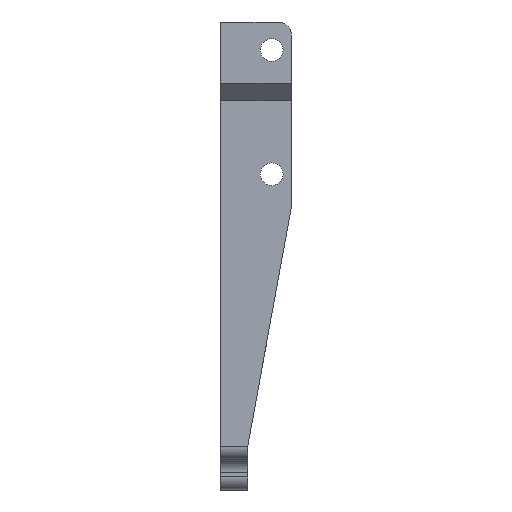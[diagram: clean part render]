
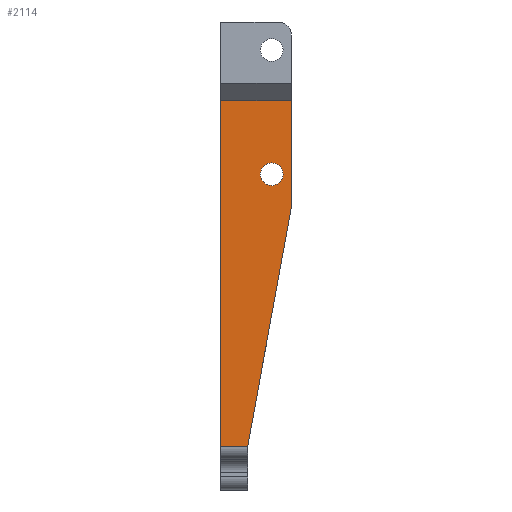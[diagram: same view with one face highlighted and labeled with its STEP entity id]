
A CAD part, left-side view. The second image highlights one B-rep face of the part: STEP entity #2114.
In plain terms, the highlighted planar face has unit normal (-1, 0, 0).
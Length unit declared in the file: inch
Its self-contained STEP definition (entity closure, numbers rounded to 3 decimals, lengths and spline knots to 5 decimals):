
#143 = CARTESIAN_POINT ( 'NONE',  ( -0.2, -0.5, 0.88953 ) ) ;
#331 = ORIENTED_EDGE ( 'NONE', *, *, #5199, .T. ) ;
#600 = PLANE ( 'NONE',  #5107 ) ;
#612 = DIRECTION ( 'NONE',  ( -1., 0., 0. ) ) ;
#750 = VECTOR ( 'NONE', #4436, 39.37008 ) ;
#780 = AXIS2_PLACEMENT_3D ( 'NONE', #5288, #612, #6035 ) ;
#826 = DIRECTION ( 'NONE',  ( -1., 0., 0. ) ) ;
#978 = VECTOR ( 'NONE', #6347, 39.37008 ) ;
#982 = VECTOR ( 'NONE', #5172, 39.37008 ) ;
#1005 = CARTESIAN_POINT ( 'NONE',  ( -0.2, 0., 0. ) ) ;
#1025 = CARTESIAN_POINT ( 'NONE',  ( -0.2, 0.31, -1.85 ) ) ;
#1188 = CIRCLE ( 'NONE', #780, 0.13 ) ;
#1243 = EDGE_CURVE ( 'NONE', #3454, #5802, #1338, .T. ) ;
#1283 = CARTESIAN_POINT ( 'NONE',  ( -0.2, -0.275, 1.39 ) ) ;
#1338 = CIRCLE ( 'NONE', #5934, 0.13 ) ;
#1542 = VERTEX_POINT ( 'NONE', #6131 ) ;
#1592 = DIRECTION ( 'NONE',  ( 0., 1., 0. ) ) ;
#1795 = DIRECTION ( 'NONE',  ( 0., -0.18, 0.984 ) ) ;
#1804 = DIRECTION ( 'NONE',  ( 0., 0., -1. ) ) ;
#1846 = CARTESIAN_POINT ( 'NONE',  ( -0.2, -0.275, 1.13 ) ) ;
#2114 = ADVANCED_FACE ( 'NONE', ( #3943, #4105 ), #600, .F. ) ;
#2240 = CIRCLE ( 'NONE', #5021, 0.05 ) ;
#2409 = ORIENTED_EDGE ( 'NONE', *, *, #5251, .T. ) ;
#2450 = EDGE_LOOP ( 'NONE', ( #6051, #5896 ) ) ;
#2677 = VECTOR ( 'NONE', #1592, 39.37008 ) ;
#2707 = EDGE_CURVE ( 'NONE', #5635, #6158, #2240, .T. ) ;
#2793 = ORIENTED_EDGE ( 'NONE', *, *, #5276, .T. ) ;
#3202 = LINE ( 'NONE', #3886, #978 ) ;
#3230 = CARTESIAN_POINT ( 'NONE',  ( -0.2, -0.49918, 0.88054 ) ) ;
#3454 = VERTEX_POINT ( 'NONE', #1846 ) ;
#3456 = ORIENTED_EDGE ( 'NONE', *, *, #3535, .T. ) ;
#3535 = EDGE_CURVE ( 'NONE', #5000, #4442, #4234, .T. ) ;
#3832 = LINE ( 'NONE', #4845, #750 ) ;
#3854 = DIRECTION ( 'NONE',  ( -1., 0., 0. ) ) ;
#3886 = CARTESIAN_POINT ( 'NONE',  ( -0.2, 0.31, -2. ) ) ;
#3943 = FACE_BOUND ( 'NONE', #2450, .T. ) ;
#3995 = DIRECTION ( 'NONE',  ( 0., 0., -1. ) ) ;
#4049 = CARTESIAN_POINT ( 'NONE',  ( -0.2, 0.31, 2.1 ) ) ;
#4057 = VECTOR ( 'NONE', #1795, 39.37008 ) ;
#4085 = CARTESIAN_POINT ( 'NONE',  ( -0.2, 0.31, 2.1 ) ) ;
#4105 = FACE_OUTER_BOUND ( 'NONE', #5884, .T. ) ;
#4211 = CARTESIAN_POINT ( 'NONE',  ( -0.2, -0.5, 0.885 ) ) ;
#4234 = LINE ( 'NONE', #4049, #2677 ) ;
#4425 = CARTESIAN_POINT ( 'NONE',  ( -0.2, -0.5, 2.1 ) ) ;
#4436 = DIRECTION ( 'NONE',  ( 0., -1., 0. ) ) ;
#4442 = VERTEX_POINT ( 'NONE', #4085 ) ;
#4526 = DIRECTION ( 'NONE',  ( 1., 0., 0. ) ) ;
#4586 = EDGE_CURVE ( 'NONE', #5802, #3454, #1188, .T. ) ;
#4639 = ORIENTED_EDGE ( 'NONE', *, *, #5130, .T. ) ;
#4748 = CARTESIAN_POINT ( 'NONE',  ( -0.2, -0.45, 0.88953 ) ) ;
#4788 = CARTESIAN_POINT ( 'NONE',  ( -0.2, -0.5, 0.885 ) ) ;
#4845 = CARTESIAN_POINT ( 'NONE',  ( -0.2, 0., -1.85 ) ) ;
#4861 = CARTESIAN_POINT ( 'NONE',  ( -0.2, -0.275, 1.26 ) ) ;
#5000 = VERTEX_POINT ( 'NONE', #4425 ) ;
#5021 = AXIS2_PLACEMENT_3D ( 'NONE', #4748, #826, #1804 ) ;
#5107 = AXIS2_PLACEMENT_3D ( 'NONE', #1005, #4526, #3995 ) ;
#5130 = EDGE_CURVE ( 'NONE', #6158, #5000, #6377, .T. ) ;
#5133 = LINE ( 'NONE', #4788, #4057 ) ;
#5172 = DIRECTION ( 'NONE',  ( 0., 0., 1. ) ) ;
#5199 = EDGE_CURVE ( 'NONE', #1542, #5635, #5133, .T. ) ;
#5251 = EDGE_CURVE ( 'NONE', #4442, #5415, #3202, .T. ) ;
#5276 = EDGE_CURVE ( 'NONE', #5415, #1542, #3832, .T. ) ;
#5288 = CARTESIAN_POINT ( 'NONE',  ( -0.2, -0.275, 1.26 ) ) ;
#5305 = ORIENTED_EDGE ( 'NONE', *, *, #2707, .T. ) ;
#5415 = VERTEX_POINT ( 'NONE', #1025 ) ;
#5635 = VERTEX_POINT ( 'NONE', #3230 ) ;
#5802 = VERTEX_POINT ( 'NONE', #1283 ) ;
#5877 = DIRECTION ( 'NONE',  ( 0., 0., 1. ) ) ;
#5884 = EDGE_LOOP ( 'NONE', ( #4639, #3456, #2409, #2793, #331, #5305 ) ) ;
#5896 = ORIENTED_EDGE ( 'NONE', *, *, #1243, .F. ) ;
#5934 = AXIS2_PLACEMENT_3D ( 'NONE', #4861, #3854, #5877 ) ;
#6035 = DIRECTION ( 'NONE',  ( 0., 0., 1. ) ) ;
#6051 = ORIENTED_EDGE ( 'NONE', *, *, #4586, .F. ) ;
#6131 = CARTESIAN_POINT ( 'NONE',  ( -0.2, 0., -1.85 ) ) ;
#6158 = VERTEX_POINT ( 'NONE', #143 ) ;
#6347 = DIRECTION ( 'NONE',  ( 0., 0., -1. ) ) ;
#6377 = LINE ( 'NONE', #4211, #982 ) ;
